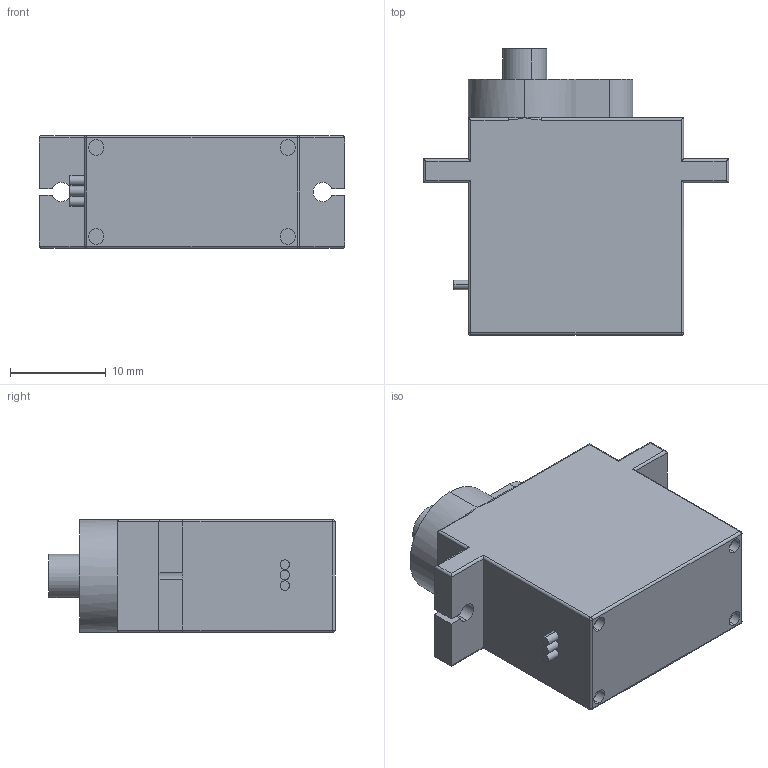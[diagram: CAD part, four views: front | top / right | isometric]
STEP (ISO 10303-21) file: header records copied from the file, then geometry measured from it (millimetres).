
FILE_DESCRIPTION (( 'STEP AP214' ), '1' );
FILE_NAME ('sg90 micro servo.STEP', '2022-05-25T19:29:26', ( '' ), ( '' ), 'SwSTEP 2.0', 'SolidWorks 2021', '' );
FILE_SCHEMA (( 'AUTOMOTIVE_DESIGN' ));
Length unit declared in the file: millimetre
Products named in the file (3): axis.step; sg90 micro servo; Part1
Assembly tree (2 placements, depth 2):
  sg90 micro servo
    Part1
    axis.step
Bounding box: 31.9 x 29.9 x 11.8 mm (x, y, z)
Volume: 6851.7 mm3; surface area: 2803.8 mm2
Topology: 2 solids, 2 shells, 101 faces, 234 edges, 137 vertices
Faces by surface type: cylinder 58, plane 35, bspline 4, sphere 4
Entity records: 2975 total; most frequent: CARTESIAN_POINT 641, DIRECTION 487, ORIENTED_EDGE 452, EDGE_CURVE 226, AXIS2_PLACEMENT_3D 183, VERTEX_POINT 137, VECTOR 121, LINE 121
